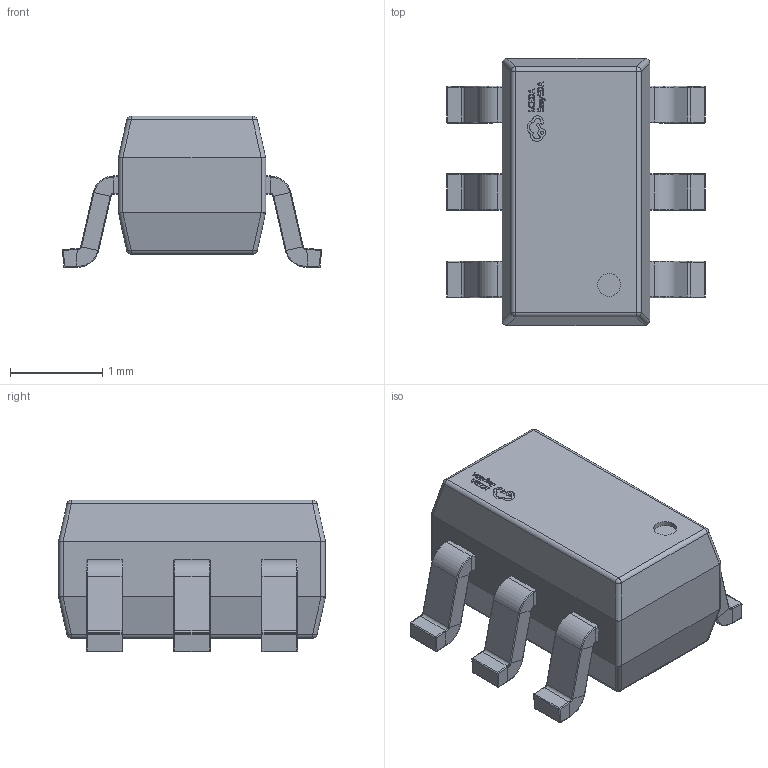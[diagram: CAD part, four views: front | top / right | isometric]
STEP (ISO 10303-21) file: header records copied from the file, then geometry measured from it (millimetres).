
FILE_DESCRIPTION(/* description */ ('Designed by EasyEDA Pro'),/* implementation_level */ '2;1');
FILE_NAME(/* name */ 'SOT-23-6.step',/* time_stamp */ '2025-04-02T17:57:26+08:00',/* author */ (''),/* organization */ (''),/* preprocessor_version */ 'ST-DEVELOPER v20.1',/* originating_system */ 'Autodesk Translation Framework v14.4.0.0',/* authorisation */ '');
FILE_SCHEMA (('AUTOMOTIVE_DESIGN { 1 0 10303 214 3 1 1 }'));
Length unit declared in the file: millimetre
Products named in the file (4): 3TCK-PCBModel; 3TCK-Board; 3TCK-U1-SOT-23-6_L2.9-W1.6-P0.95-LS2.8-BR; COMPOUND
Assembly tree (3 placements, depth 3):
  3TCK-PCBModel
    3TCK-Board
    3TCK-U1-SOT-23-6_L2.9-W1.6-P0.95-LS2.8-BR
      COMPOUND
Bounding box: 2.81 x 2.9 x 1.65 mm (x, y, z)
Volume: 7.1 mm3; surface area: 29.9 mm2
Topology: 20 solids, 20 shells, 630 faces, 1509 edges, 912 vertices
Faces by surface type: plane 297, cylinder 141, bspline 112, torus 48, sphere 32
Full cylindrical faces by diameter (mm): 0.25 x1
Entity records: 20088 total; most frequent: CARTESIAN_POINT 5179, ORIENTED_EDGE 2988, DIRECTION 2806, EDGE_CURVE 1494, AXIS2_PLACEMENT_3D 949, VERTEX_POINT 912, LINE 908, VECTOR 908
